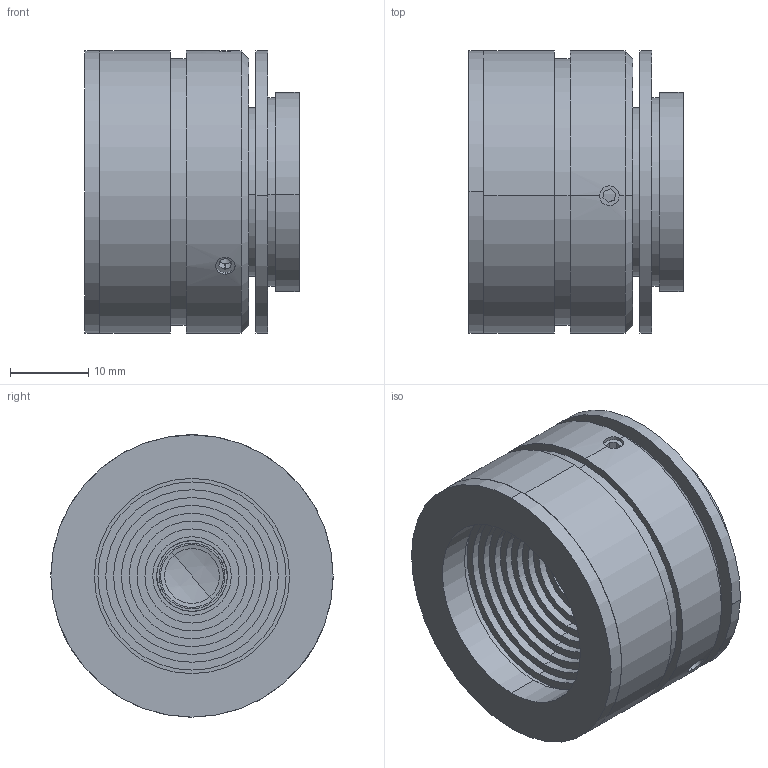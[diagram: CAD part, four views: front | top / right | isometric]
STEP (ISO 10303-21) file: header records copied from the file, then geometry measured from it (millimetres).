
FILE_DESCRIPTION (( 'STEP AP203' ), '1' );
FILE_NAME ('XF-MH01X190.STEP', '2024-08-03T10:19:53', ( '' ), ( '' ), 'SwSTEP 2.0', 'SolidWorks 2022', '' );
FILE_SCHEMA (( 'CONFIG_CONTROL_DESIGN' ));
Length unit declared in the file: millimetre
Products named in the file (1): XF-MH01X190
Bounding box: 27.32 x 36 x 36 mm (x, y, z)
Surface area: 8538.8 mm2 (no closed solid volume)
Topology: 0 solids, 11 shells, 108 faces, 281 edges, 187 vertices
Faces by surface type: plane 50, cylinder 48, cone 8, sphere 2
Entity records: 3582 total; most frequent: CARTESIAN_POINT 801, DIRECTION 613, ORIENTED_EDGE 484, EDGE_CURVE 277, AXIS2_PLACEMENT_3D 239, VERTEX_POINT 187, LINE 135, VECTOR 135
